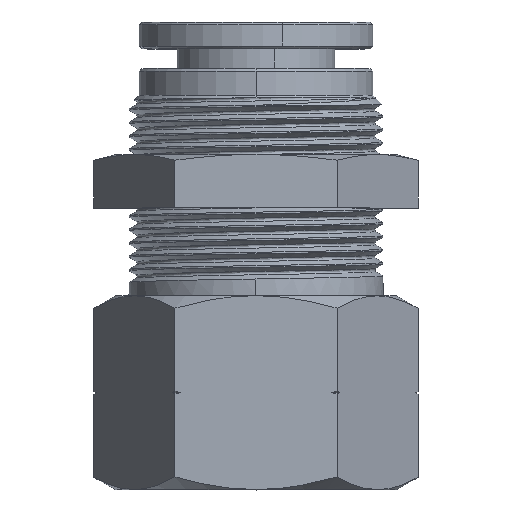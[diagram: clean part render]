
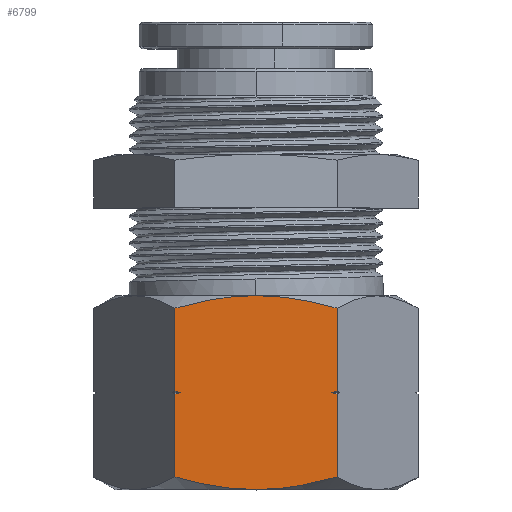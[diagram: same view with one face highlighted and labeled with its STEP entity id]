
A CAD part, top view. The second image highlights one B-rep face of the part: STEP entity #6799.
In plain terms, the highlighted planar face has unit normal (0, 0, 1).
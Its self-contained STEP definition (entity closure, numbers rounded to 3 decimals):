
#57 = CARTESIAN_POINT ( 'NONE',  ( -2.043, -2.288, 10.5 ) ) ;
#978 = B_SPLINE_CURVE_WITH_KNOTS ( 'NONE', 3,
 ( #34668, #10681, #16123, #57, #18837, #2760 ),
 .UNSPECIFIED., .F., .F.,
 ( 4, 2, 4 ),
 ( 0.011, 0.014, 0.017 ),
 .UNSPECIFIED. ) ;
#1859 = CARTESIAN_POINT ( 'NONE',  ( 5.082, -2.855, 10.5 ) ) ;
#2046 = CARTESIAN_POINT ( 'NONE',  ( 6.062, -3.138, 10.5 ) ) ;
#2148 = CARTESIAN_POINT ( 'NONE',  ( 6.062, -15.762, 10.5 ) ) ;
#2180 = CARTESIAN_POINT ( 'NONE',  ( -6.062, -2.2, 10.5 ) ) ;
#2355 = ORIENTED_EDGE ( 'NONE', *, *, #4696, .F. ) ;
#2359 = B_SPLINE_CURVE_WITH_KNOTS ( 'NONE', 3,
 ( #24201, #5365, #10714, #29655 ),
 .UNSPECIFIED., .F., .F.,
 ( 4, 4 ),
 ( 0.02, 0.02 ),
 .UNSPECIFIED. ) ;
#2760 = CARTESIAN_POINT ( 'NONE',  ( 0., -2.2, 10.5 ) ) ;
#3020 = CARTESIAN_POINT ( 'NONE',  ( 6.062, -9.55, 10.5 ) ) ;
#3268 = B_SPLINE_CURVE_WITH_KNOTS ( 'NONE', 3,
 ( #6672, #17378, #9328, #28263 ),
 .UNSPECIFIED., .F., .F.,
 ( 4, 4 ),
 ( 0.008, 0.008 ),
 .UNSPECIFIED. ) ;
#3490 = ORIENTED_EDGE ( 'NONE', *, *, #19519, .F. ) ;
#4175 = EDGE_CURVE ( 'NONE', #5793, #9663, #9174, .T. ) ;
#4272 = CARTESIAN_POINT ( 'NONE',  ( 0., -16.7, 10.5 ) ) ;
#4521 = CARTESIAN_POINT ( 'NONE',  ( -6.062, -2.2, 10.5 ) ) ;
#4696 = EDGE_CURVE ( 'NONE', #18183, #5014, #33620, .T. ) ;
#4878 = DIRECTION ( 'NONE',  ( 0., -1., 0. ) ) ;
#5014 = VERTEX_POINT ( 'NONE', #24653 ) ;
#5041 = DIRECTION ( 'NONE',  ( 0., -1., 0. ) ) ;
#5365 = CARTESIAN_POINT ( 'NONE',  ( -5.789, -9.418, 10.5 ) ) ;
#5793 = VERTEX_POINT ( 'NONE', #2148 ) ;
#6113 = CARTESIAN_POINT ( 'NONE',  ( 6.062, -2.2, 10.5 ) ) ;
#6672 = CARTESIAN_POINT ( 'NONE',  ( -6.062, -9.55, 10.5 ) ) ;
#6751 = CARTESIAN_POINT ( 'NONE',  ( 5.652, -9.45, 10.5 ) ) ;
#6799 = ADVANCED_FACE ( 'NONE', ( #31676 ), #9753, .F. ) ;
#6871 = CARTESIAN_POINT ( 'NONE',  ( 5.789, -9.418, 10.5 ) ) ;
#7187 = DIRECTION ( 'NONE',  ( -1., 0., 0. ) ) ;
#7435 = EDGE_CURVE ( 'NONE', #29988, #5793, #25718, .T. ) ;
#7734 = CARTESIAN_POINT ( 'NONE',  ( -6.062, -9.35, 10.5 ) ) ;
#8052 = EDGE_CURVE ( 'NONE', #17901, #18183, #9994, .T. ) ;
#8418 = CARTESIAN_POINT ( 'NONE',  ( 2.571, -16.527, 10.5 ) ) ;
#9174 = B_SPLINE_CURVE_WITH_KNOTS ( 'NONE', 3,
 ( #24589, #29803, #16438, #8418, #27350, #11097, #30029, #13814 ),
 .UNSPECIFIED., .F., .F.,
 ( 4, 2, 2, 4 ),
 ( 0.035, 0.038, 0.04, 0.041 ),
 .UNSPECIFIED. ) ;
#9267 = VERTEX_POINT ( 'NONE', #12846 ) ;
#9285 = LINE ( 'NONE', #23853, #30022 ) ;
#9328 = CARTESIAN_POINT ( 'NONE',  ( -5.789, -9.482, 10.5 ) ) ;
#9383 = CARTESIAN_POINT ( 'NONE',  ( -2.043, -16.612, 10.5 ) ) ;
#9417 = CARTESIAN_POINT ( 'NONE',  ( 5.789, -9.482, 10.5 ) ) ;
#9663 = VERTEX_POINT ( 'NONE', #4272 ) ;
#9753 = PLANE ( 'NONE',  #34657 ) ;
#9794 = CARTESIAN_POINT ( 'NONE',  ( 0.513, -2.2, 10.5 ) ) ;
#9900 = CARTESIAN_POINT ( 'NONE',  ( 6.062, -2.2, 10.5 ) ) ;
#9994 = B_SPLINE_CURVE_WITH_KNOTS ( 'NONE', 3,
 ( #28722, #9794, #31377, #15234, #34019, #17943, #1859, #20665 ),
 .UNSPECIFIED., .F., .F.,
 ( 4, 2, 2, 4 ),
 ( 0.017, 0.019, 0.02, 0.023 ),
 .UNSPECIFIED. ) ;
#10164 = EDGE_CURVE ( 'NONE', #26973, #9267, #3268, .T. ) ;
#10183 = VERTEX_POINT ( 'NONE', #12166 ) ;
#10586 = B_SPLINE_CURVE_WITH_KNOTS ( 'NONE', 3,
 ( #6751, #9417, #25508, #12123 ),
 .UNSPECIFIED., .F., .F.,
 ( 4, 4 ),
 ( 0.02, 0.02 ),
 .UNSPECIFIED. ) ;
#10681 = CARTESIAN_POINT ( 'NONE',  ( -5.075, -2.853, 10.5 ) ) ;
#10714 = CARTESIAN_POINT ( 'NONE',  ( -5.926, -9.384, 10.5 ) ) ;
#11097 = CARTESIAN_POINT ( 'NONE',  ( 1.029, -16.678, 10.5 ) ) ;
#11108 = ORIENTED_EDGE ( 'NONE', *, *, #8052, .F. ) ;
#11314 = VECTOR ( 'NONE', #11574, 1000. ) ;
#11498 = ORIENTED_EDGE ( 'NONE', *, *, #25070, .T. ) ;
#11574 = DIRECTION ( 'NONE',  ( 0., -1., 0. ) ) ;
#12046 = CARTESIAN_POINT ( 'NONE',  ( -6.062, -9.55, 10.5 ) ) ;
#12096 = CARTESIAN_POINT ( 'NONE',  ( -5.075, -16.047, 10.5 ) ) ;
#12123 = CARTESIAN_POINT ( 'NONE',  ( 6.062, -9.55, 10.5 ) ) ;
#12166 = CARTESIAN_POINT ( 'NONE',  ( -6.062, -15.762, 10.5 ) ) ;
#12506 = VERTEX_POINT ( 'NONE', #21800 ) ;
#12846 = CARTESIAN_POINT ( 'NONE',  ( -5.652, -9.45, 10.5 ) ) ;
#13814 = CARTESIAN_POINT ( 'NONE',  ( 0., -16.7, 10.5 ) ) ;
#14493 = ORIENTED_EDGE ( 'NONE', *, *, #29837, .F. ) ;
#14762 = ORIENTED_EDGE ( 'NONE', *, *, #16209, .F. ) ;
#14845 = CARTESIAN_POINT ( 'NONE',  ( 5.926, -9.384, 10.5 ) ) ;
#15234 = CARTESIAN_POINT ( 'NONE',  ( 2.061, -2.309, 10.5 ) ) ;
#16029 = ORIENTED_EDGE ( 'NONE', *, *, #25583, .F. ) ;
#16101 = ORIENTED_EDGE ( 'NONE', *, *, #4175, .F. ) ;
#16123 = CARTESIAN_POINT ( 'NONE',  ( -4.066, -2.614, 10.5 ) ) ;
#16209 = EDGE_CURVE ( 'NONE', #12506, #17901, #978, .T. ) ;
#16438 = CARTESIAN_POINT ( 'NONE',  ( 4.089, -16.281, 10.5 ) ) ;
#17378 = CARTESIAN_POINT ( 'NONE',  ( -5.926, -9.516, 10.5 ) ) ;
#17578 = LINE ( 'NONE', #2180, #24778 ) ;
#17901 = VERTEX_POINT ( 'NONE', #20366 ) ;
#17943 = CARTESIAN_POINT ( 'NONE',  ( 4.089, -2.619, 10.5 ) ) ;
#18183 = VERTEX_POINT ( 'NONE', #2046 ) ;
#18837 = CARTESIAN_POINT ( 'NONE',  ( -1.025, -2.2, 10.5 ) ) ;
#19352 = VECTOR ( 'NONE', #34129, 1000. ) ;
#19519 = EDGE_CURVE ( 'NONE', #34206, #29988, #10586, .T. ) ;
#20145 = CARTESIAN_POINT ( 'NONE',  ( -1.025, -16.7, 10.5 ) ) ;
#20296 = CARTESIAN_POINT ( 'NONE',  ( 6.062, -9.35, 10.5 ) ) ;
#20366 = CARTESIAN_POINT ( 'NONE',  ( 0., -2.2, 10.5 ) ) ;
#20466 = B_SPLINE_CURVE_WITH_KNOTS ( 'NONE', 3,
 ( #20296, #14845, #6871, #25738 ),
 .UNSPECIFIED., .F., .F.,
 ( 4, 4 ),
 ( 0.008, 0.008 ),
 .UNSPECIFIED. ) ;
#20665 = CARTESIAN_POINT ( 'NONE',  ( 6.062, -3.138, 10.5 ) ) ;
#21800 = CARTESIAN_POINT ( 'NONE',  ( -6.062, -3.138, 10.5 ) ) ;
#22039 = CARTESIAN_POINT ( 'NONE',  ( 5.652, -9.45, 10.5 ) ) ;
#22841 = CARTESIAN_POINT ( 'NONE',  ( 0., -16.7, 10.5 ) ) ;
#22952 = B_SPLINE_CURVE_WITH_KNOTS ( 'NONE', 3,
 ( #22841, #20145, #9383, #28315, #12096, #30990 ),
 .UNSPECIFIED., .F., .F.,
 ( 4, 2, 4 ),
 ( 0.041, 0.044, 0.047 ),
 .UNSPECIFIED. ) ;
#23333 = DIRECTION ( 'NONE',  ( 0., 0., -1. ) ) ;
#23390 = EDGE_LOOP ( 'NONE', ( #14493, #27432, #31910, #16029, #16101, #29564, #3490, #28687, #2355, #11108, #14762, #11498 ) ) ;
#23853 = CARTESIAN_POINT ( 'NONE',  ( -6.062, -2.2, 10.5 ) ) ;
#24201 = CARTESIAN_POINT ( 'NONE',  ( -5.652, -9.45, 10.5 ) ) ;
#24589 = CARTESIAN_POINT ( 'NONE',  ( 6.062, -15.762, 10.5 ) ) ;
#24653 = CARTESIAN_POINT ( 'NONE',  ( 6.062, -9.35, 10.5 ) ) ;
#24778 = VECTOR ( 'NONE', #4878, 1000. ) ;
#25070 = EDGE_CURVE ( 'NONE', #12506, #33426, #9285, .T. ) ;
#25508 = CARTESIAN_POINT ( 'NONE',  ( 5.926, -9.516, 10.5 ) ) ;
#25583 = EDGE_CURVE ( 'NONE', #9663, #10183, #22952, .T. ) ;
#25718 = LINE ( 'NONE', #6113, #11314 ) ;
#25738 = CARTESIAN_POINT ( 'NONE',  ( 5.652, -9.45, 10.5 ) ) ;
#26973 = VERTEX_POINT ( 'NONE', #12046 ) ;
#27350 = CARTESIAN_POINT ( 'NONE',  ( 2.061, -16.591, 10.5 ) ) ;
#27432 = ORIENTED_EDGE ( 'NONE', *, *, #10164, .F. ) ;
#28263 = CARTESIAN_POINT ( 'NONE',  ( -5.652, -9.45, 10.5 ) ) ;
#28315 = CARTESIAN_POINT ( 'NONE',  ( -4.066, -16.286, 10.5 ) ) ;
#28687 = ORIENTED_EDGE ( 'NONE', *, *, #31286, .F. ) ;
#28722 = CARTESIAN_POINT ( 'NONE',  ( 0., -2.2, 10.5 ) ) ;
#29564 = ORIENTED_EDGE ( 'NONE', *, *, #7435, .F. ) ;
#29655 = CARTESIAN_POINT ( 'NONE',  ( -6.062, -9.35, 10.5 ) ) ;
#29803 = CARTESIAN_POINT ( 'NONE',  ( 5.082, -16.045, 10.5 ) ) ;
#29837 = EDGE_CURVE ( 'NONE', #9267, #33426, #2359, .T. ) ;
#29988 = VERTEX_POINT ( 'NONE', #3020 ) ;
#30022 = VECTOR ( 'NONE', #5041, 1000. ) ;
#30029 = CARTESIAN_POINT ( 'NONE',  ( 0.513, -16.7, 10.5 ) ) ;
#30990 = CARTESIAN_POINT ( 'NONE',  ( -6.062, -15.762, 10.5 ) ) ;
#31286 = EDGE_CURVE ( 'NONE', #5014, #34206, #20466, .T. ) ;
#31377 = CARTESIAN_POINT ( 'NONE',  ( 1.029, -2.222, 10.5 ) ) ;
#31676 = FACE_OUTER_BOUND ( 'NONE', #23390, .T. ) ;
#31910 = ORIENTED_EDGE ( 'NONE', *, *, #34617, .T. ) ;
#33426 = VERTEX_POINT ( 'NONE', #7734 ) ;
#33620 = LINE ( 'NONE', #9900, #19352 ) ;
#34019 = CARTESIAN_POINT ( 'NONE',  ( 2.571, -2.373, 10.5 ) ) ;
#34129 = DIRECTION ( 'NONE',  ( 0., -1., 0. ) ) ;
#34206 = VERTEX_POINT ( 'NONE', #22039 ) ;
#34617 = EDGE_CURVE ( 'NONE', #26973, #10183, #17578, .T. ) ;
#34657 = AXIS2_PLACEMENT_3D ( 'NONE', #4521, #23333, #7187 ) ;
#34668 = CARTESIAN_POINT ( 'NONE',  ( -6.062, -3.138, 10.5 ) ) ;
